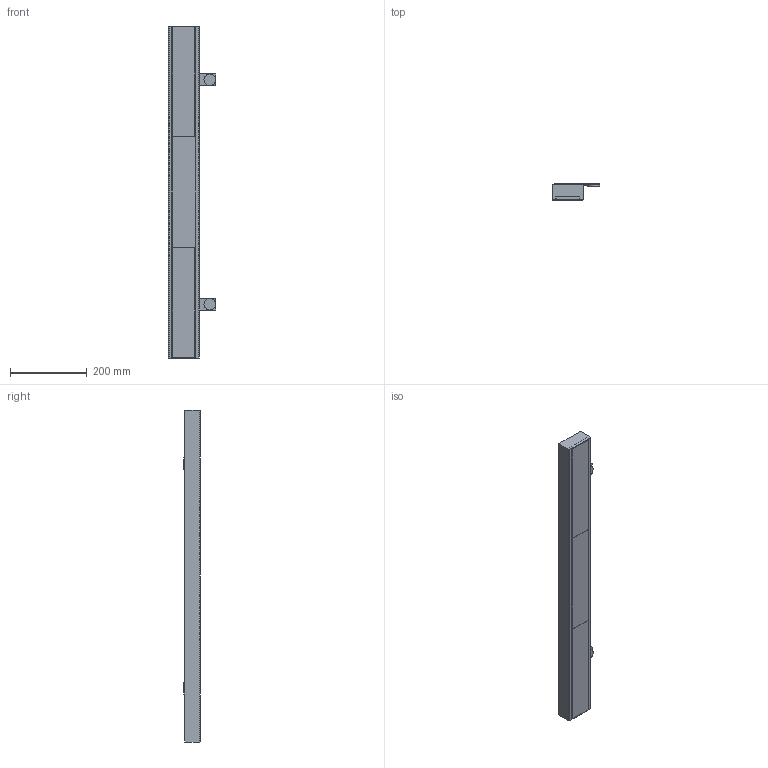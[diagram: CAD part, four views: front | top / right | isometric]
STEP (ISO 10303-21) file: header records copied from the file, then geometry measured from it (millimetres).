
FILE_DESCRIPTION(('STEP AP214'),'1');
FILE_NAME('cctmp_E48128C7-430F-4BC7-842C-8FB53150EE41_2024_01_23_15_50_05_0952_3464..stp','2024-01-23T14:50:06',('Bosch Rexroth AG'),('CADClick - www.CADClick.com'),'Spatial InterOp 3D',' ','unknown authorization - (Healing Option Enabled)');
FILE_SCHEMA(('AUTOMOTIVE_DESIGN'));
Length unit declared in the file: millimetre
Products named in the file (1): 2024_01_23_15_50_05_0921
Bounding box: 122.5 x 43 x 865.2 mm (x, y, z)
Volume: 2762193.4 mm3; surface area: 247103 mm2
Topology: 1 solids, 1 shells, 70 faces, 186 edges, 120 vertices
Faces by surface type: plane 50, cylinder 20
Entity records: 2992 total; most frequent: CARTESIAN_POINT 377, DIRECTION 372, ORIENTED_EDGE 372, EDGE_CURVE 186, LINE 142, VECTOR 142, STYLED_ITEM 121, PRESENTATION_STYLE_ASSIGNMENT 121
